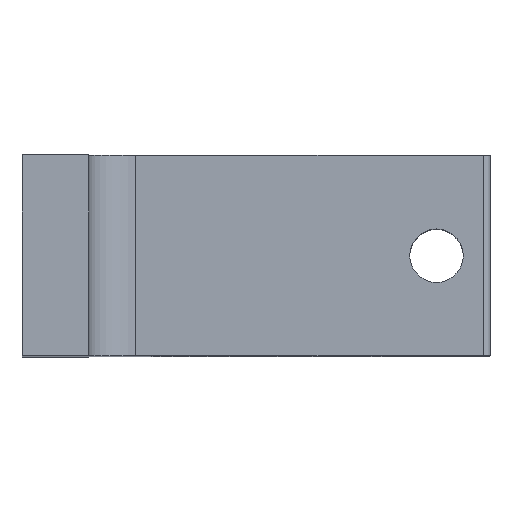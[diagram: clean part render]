
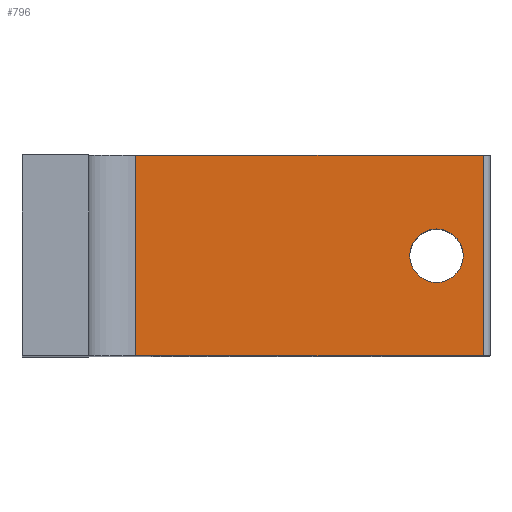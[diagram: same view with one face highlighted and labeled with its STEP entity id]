
A CAD part, top view. The second image highlights one B-rep face of the part: STEP entity #796.
In plain terms, the highlighted planar face has unit normal (0, 0, 1).
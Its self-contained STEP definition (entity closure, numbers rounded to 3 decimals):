
#4 = CARTESIAN_POINT ( 'NONE',  ( 17., 0., 25.8 ) ) ;
#5 = VECTOR ( 'NONE', #833, 1000. ) ;
#44 = ORIENTED_EDGE ( 'NONE', *, *, #859, .F. ) ;
#63 = LINE ( 'NONE', #565, #5 ) ;
#85 = CARTESIAN_POINT ( 'NONE',  ( 17., 30., 25.8 ) ) ;
#102 = DIRECTION ( 'NONE',  ( 0., -1., 0. ) ) ;
#139 = DIRECTION ( 'NONE',  ( -1., 0., 0. ) ) ;
#166 = EDGE_CURVE ( 'NONE', #965, #794, #1023, .T. ) ;
#178 = EDGE_CURVE ( 'NONE', #946, #807, #931, .T. ) ;
#192 = VECTOR ( 'NONE', #102, 1000. ) ;
#194 = VECTOR ( 'NONE', #1037, 1000. ) ;
#235 = AXIS2_PLACEMENT_3D ( 'NONE', #901, #623, #475 ) ;
#244 = CARTESIAN_POINT ( 'NONE',  ( 58., 15., 25.8 ) ) ;
#268 = AXIS2_PLACEMENT_3D ( 'NONE', #523, #864, #1029 ) ;
#274 = DIRECTION ( 'NONE',  ( 1., 0., 0. ) ) ;
#365 = EDGE_LOOP ( 'NONE', ( #563, #1046, #478, #910 ) ) ;
#379 = EDGE_CURVE ( 'NONE', #946, #879, #693, .T. ) ;
#393 = CARTESIAN_POINT ( 'NONE',  ( 69., 30., 25.8 ) ) ;
#419 = CARTESIAN_POINT ( 'NONE',  ( 69., 0., 25.8 ) ) ;
#475 = DIRECTION ( 'NONE',  ( 1., 0., 0. ) ) ;
#478 = ORIENTED_EDGE ( 'NONE', *, *, #379, .F. ) ;
#511 = EDGE_CURVE ( 'NONE', #807, #903, #63, .T. ) ;
#518 = AXIS2_PLACEMENT_3D ( 'NONE', #805, #562, #139 ) ;
#523 = CARTESIAN_POINT ( 'NONE',  ( 62., 15., 25.8 ) ) ;
#538 = CARTESIAN_POINT ( 'NONE',  ( 70., 30., 25.8 ) ) ;
#545 = PLANE ( 'NONE',  #518 ) ;
#562 = DIRECTION ( 'NONE',  ( 0., 0., -1. ) ) ;
#563 = ORIENTED_EDGE ( 'NONE', *, *, #511, .T. ) ;
#565 = CARTESIAN_POINT ( 'NONE',  ( 70., 0., 25.8 ) ) ;
#600 = EDGE_CURVE ( 'NONE', #903, #879, #787, .T. ) ;
#623 = DIRECTION ( 'NONE',  ( 0., 0., 1. ) ) ;
#693 = LINE ( 'NONE', #538, #999 ) ;
#740 = ORIENTED_EDGE ( 'NONE', *, *, #166, .F. ) ;
#787 = LINE ( 'NONE', #1028, #194 ) ;
#793 = CARTESIAN_POINT ( 'NONE',  ( 17., 0., 25.8 ) ) ;
#794 = VERTEX_POINT ( 'NONE', #895 ) ;
#796 = ADVANCED_FACE ( 'NONE', ( #980, #909 ), #545, .F. ) ;
#805 = CARTESIAN_POINT ( 'NONE',  ( 70., 30., 25.8 ) ) ;
#807 = VERTEX_POINT ( 'NONE', #793 ) ;
#821 = EDGE_LOOP ( 'NONE', ( #44, #740 ) ) ;
#833 = DIRECTION ( 'NONE',  ( 1., 0., 0. ) ) ;
#859 = EDGE_CURVE ( 'NONE', #794, #965, #966, .T. ) ;
#864 = DIRECTION ( 'NONE',  ( 0., 0., 1. ) ) ;
#879 = VERTEX_POINT ( 'NONE', #393 ) ;
#895 = CARTESIAN_POINT ( 'NONE',  ( 66., 15., 25.8 ) ) ;
#901 = CARTESIAN_POINT ( 'NONE',  ( 62., 15., 25.8 ) ) ;
#903 = VERTEX_POINT ( 'NONE', #419 ) ;
#909 = FACE_OUTER_BOUND ( 'NONE', #365, .T. ) ;
#910 = ORIENTED_EDGE ( 'NONE', *, *, #178, .T. ) ;
#931 = LINE ( 'NONE', #4, #192 ) ;
#946 = VERTEX_POINT ( 'NONE', #85 ) ;
#965 = VERTEX_POINT ( 'NONE', #244 ) ;
#966 = CIRCLE ( 'NONE', #235, 4. ) ;
#980 = FACE_BOUND ( 'NONE', #821, .T. ) ;
#999 = VECTOR ( 'NONE', #274, 1000. ) ;
#1023 = CIRCLE ( 'NONE', #268, 4. ) ;
#1028 = CARTESIAN_POINT ( 'NONE',  ( 69., 30., 25.8 ) ) ;
#1029 = DIRECTION ( 'NONE',  ( 1., 0., 0. ) ) ;
#1037 = DIRECTION ( 'NONE',  ( 0., 1., 0. ) ) ;
#1046 = ORIENTED_EDGE ( 'NONE', *, *, #600, .T. ) ;
